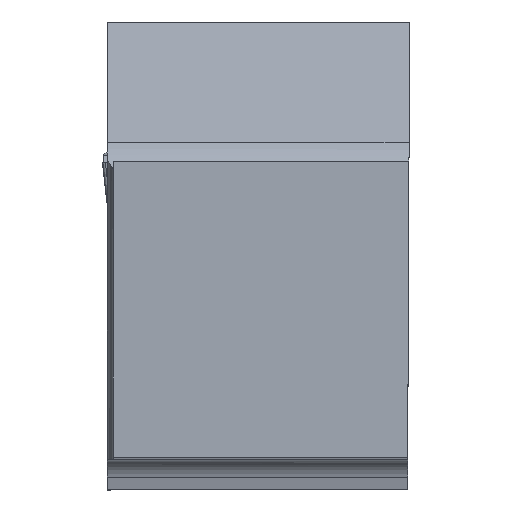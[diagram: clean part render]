
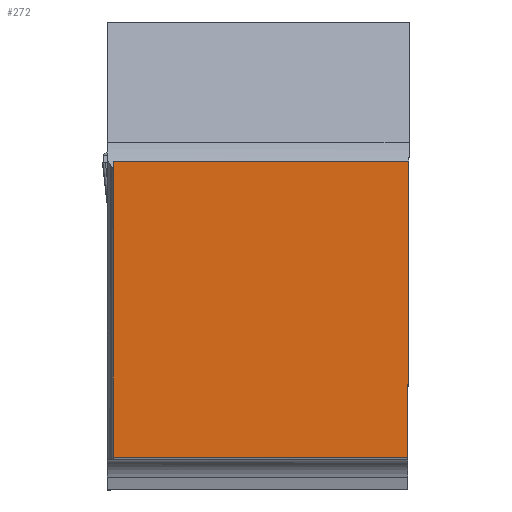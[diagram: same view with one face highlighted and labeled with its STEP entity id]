
A CAD part, top view. The second image highlights one B-rep face of the part: STEP entity #272.
In plain terms, the highlighted planar face has unit normal (0, 0, 1).
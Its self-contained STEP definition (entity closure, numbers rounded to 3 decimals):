
#272=ADVANCED_FACE('CU_BACK_SU1',(#429),#370,.F.);
#370=PLANE('',#2070);
#429=FACE_OUTER_BOUND('',#536,.T.);
#536=EDGE_LOOP('',(#805,#806,#807,#808));
#805=ORIENTED_EDGE('',*,*,#1489,.T.);
#806=ORIENTED_EDGE('',*,*,#1463,.T.);
#807=ORIENTED_EDGE('',*,*,#1472,.T.);
#808=ORIENTED_EDGE('',*,*,#1493,.F.);
#1277=VERTEX_POINT('',#2768);
#1278=VERTEX_POINT('',#2770);
#1284=VERTEX_POINT('',#2792);
#1289=VERTEX_POINT('',#2845);
#1463=EDGE_CURVE('',#1278,#1277,#1726,.T.);
#1472=EDGE_CURVE('',#1277,#1284,#1732,.T.);
#1489=EDGE_CURVE('',#1289,#1278,#1745,.T.);
#1493=EDGE_CURVE('',#1289,#1284,#1749,.T.);
#1726=LINE('',#2769,#1875);
#1732=LINE('',#2793,#1881);
#1745=LINE('',#2844,#1894);
#1749=LINE('',#2852,#1898);
#1875=VECTOR('',#2266,1.);
#1881=VECTOR('',#2280,1.);
#1894=VECTOR('',#2323,1.);
#1898=VECTOR('',#2333,1.);
#2070=AXIS2_PLACEMENT_3D('',#2853,#2334,#2335);
#2266=DIRECTION('',(0.004,1.,0.));
#2280=DIRECTION('',(-1.,0.,0.));
#2323=DIRECTION('',(1.,0.,0.));
#2333=DIRECTION('',(0.,1.,0.));
#2334=DIRECTION('',(0.,0.,-1.));
#2335=DIRECTION('',(0.,-1.,0.));
#2768=CARTESIAN_POINT('',(0.,19.875,0.));
#2769=CARTESIAN_POINT('',(0.088,39.975,0.));
#2770=CARTESIAN_POINT('',(-0.087,0.,0.));
#2792=CARTESIAN_POINT('',(-19.875,19.875,0.));
#2793=CARTESIAN_POINT('',(22.994,19.875,0.));
#2844=CARTESIAN_POINT('',(22.994,0.,0.));
#2845=CARTESIAN_POINT('',(-19.875,0.,0.));
#2852=CARTESIAN_POINT('',(-19.875,39.875,0.));
#2853=CARTESIAN_POINT('',(22.994,39.875,0.));
